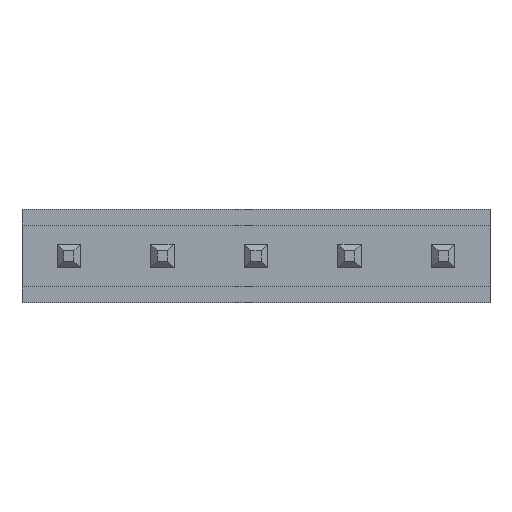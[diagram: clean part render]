
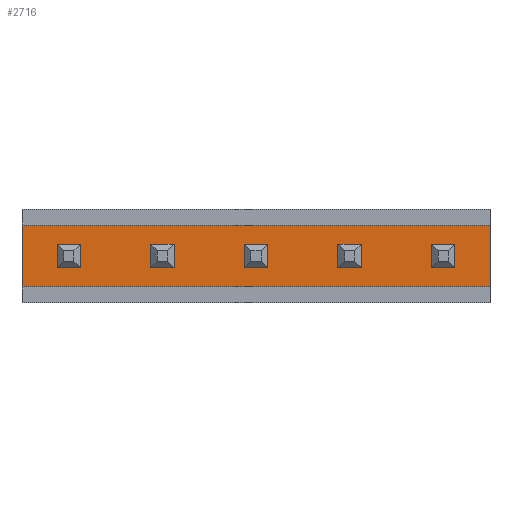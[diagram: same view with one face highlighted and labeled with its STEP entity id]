
A CAD part, front view. The second image highlights one B-rep face of the part: STEP entity #2716.
In plain terms, the highlighted planar face has unit normal (0, -1, 0).
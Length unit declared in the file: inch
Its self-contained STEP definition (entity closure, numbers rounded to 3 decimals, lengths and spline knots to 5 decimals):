
#749=ORIENTED_EDGE('',*,*,#1076,.T.);
#750=ORIENTED_EDGE('',*,*,#1126,.T.);
#751=ORIENTED_EDGE('',*,*,#1083,.T.);
#752=ORIENTED_EDGE('',*,*,#1080,.T.);
#753=ORIENTED_EDGE('',*,*,#1086,.T.);
#754=ORIENTED_EDGE('',*,*,#1128,.T.);
#755=ORIENTED_EDGE('',*,*,#1093,.T.);
#756=ORIENTED_EDGE('',*,*,#1090,.T.);
#757=ORIENTED_EDGE('',*,*,#1096,.T.);
#758=ORIENTED_EDGE('',*,*,#1130,.T.);
#759=ORIENTED_EDGE('',*,*,#1103,.T.);
#760=ORIENTED_EDGE('',*,*,#1100,.T.);
#761=ORIENTED_EDGE('',*,*,#1106,.T.);
#762=ORIENTED_EDGE('',*,*,#1132,.T.);
#763=ORIENTED_EDGE('',*,*,#1113,.T.);
#764=ORIENTED_EDGE('',*,*,#1110,.T.);
#765=ORIENTED_EDGE('',*,*,#1116,.T.);
#766=ORIENTED_EDGE('',*,*,#1134,.T.);
#767=ORIENTED_EDGE('',*,*,#1123,.T.);
#768=ORIENTED_EDGE('',*,*,#1120,.T.);
#769=ORIENTED_EDGE('',*,*,#1071,.T.);
#770=ORIENTED_EDGE('',*,*,#1139,.F.);
#771=ORIENTED_EDGE('',*,*,#1061,.F.);
#772=ORIENTED_EDGE('',*,*,#1140,.T.);
#1061=EDGE_CURVE('',#1321,#1322,#1661,.T.);
#1071=EDGE_CURVE('',#1329,#1328,#1671,.T.);
#1076=EDGE_CURVE('',#1333,#1334,#1676,.T.);
#1080=EDGE_CURVE('',#1337,#1333,#1680,.T.);
#1083=EDGE_CURVE('',#1339,#1337,#1683,.T.);
#1086=EDGE_CURVE('',#1341,#1342,#1686,.T.);
#1090=EDGE_CURVE('',#1345,#1341,#1690,.T.);
#1093=EDGE_CURVE('',#1347,#1345,#1693,.T.);
#1096=EDGE_CURVE('',#1349,#1350,#1696,.T.);
#1100=EDGE_CURVE('',#1353,#1349,#1700,.T.);
#1103=EDGE_CURVE('',#1355,#1353,#1703,.T.);
#1106=EDGE_CURVE('',#1357,#1358,#1706,.T.);
#1110=EDGE_CURVE('',#1361,#1357,#1710,.T.);
#1113=EDGE_CURVE('',#1363,#1361,#1713,.T.);
#1116=EDGE_CURVE('',#1365,#1366,#1716,.T.);
#1120=EDGE_CURVE('',#1369,#1365,#1720,.T.);
#1123=EDGE_CURVE('',#1371,#1369,#1723,.T.);
#1126=EDGE_CURVE('',#1334,#1339,#1726,.T.);
#1128=EDGE_CURVE('',#1342,#1347,#1728,.T.);
#1130=EDGE_CURVE('',#1350,#1355,#1730,.T.);
#1132=EDGE_CURVE('',#1358,#1363,#1732,.T.);
#1134=EDGE_CURVE('',#1366,#1371,#1734,.T.);
#1139=EDGE_CURVE('',#1322,#1328,#1739,.T.);
#1140=EDGE_CURVE('',#1321,#1329,#1740,.T.);
#1321=VERTEX_POINT('',#4145);
#1322=VERTEX_POINT('',#4146);
#1328=VERTEX_POINT('',#4163);
#1329=VERTEX_POINT('',#4165);
#1333=VERTEX_POINT('',#4175);
#1334=VERTEX_POINT('',#4176);
#1337=VERTEX_POINT('',#4184);
#1339=VERTEX_POINT('',#4190);
#1341=VERTEX_POINT('',#4196);
#1342=VERTEX_POINT('',#4197);
#1345=VERTEX_POINT('',#4205);
#1347=VERTEX_POINT('',#4211);
#1349=VERTEX_POINT('',#4217);
#1350=VERTEX_POINT('',#4218);
#1353=VERTEX_POINT('',#4226);
#1355=VERTEX_POINT('',#4232);
#1357=VERTEX_POINT('',#4238);
#1358=VERTEX_POINT('',#4239);
#1361=VERTEX_POINT('',#4247);
#1363=VERTEX_POINT('',#4253);
#1365=VERTEX_POINT('',#4259);
#1366=VERTEX_POINT('',#4260);
#1369=VERTEX_POINT('',#4268);
#1371=VERTEX_POINT('',#4274);
#1661=LINE('',#4144,#2029);
#1671=LINE('',#4164,#2039);
#1676=LINE('',#4174,#2044);
#1680=LINE('',#4183,#2048);
#1683=LINE('',#4189,#2051);
#1686=LINE('',#4195,#2054);
#1690=LINE('',#4204,#2058);
#1693=LINE('',#4210,#2061);
#1696=LINE('',#4216,#2064);
#1700=LINE('',#4225,#2068);
#1703=LINE('',#4231,#2071);
#1706=LINE('',#4237,#2074);
#1710=LINE('',#4246,#2078);
#1713=LINE('',#4252,#2081);
#1716=LINE('',#4258,#2084);
#1720=LINE('',#4267,#2088);
#1723=LINE('',#4273,#2091);
#1726=LINE('',#4279,#2094);
#1728=LINE('',#4282,#2096);
#1730=LINE('',#4285,#2098);
#1732=LINE('',#4288,#2100);
#1734=LINE('',#4291,#2102);
#1739=LINE('',#4300,#2107);
#1740=LINE('',#4302,#2108);
#2029=VECTOR('',#3421,39.37008);
#2039=VECTOR('',#3435,39.37008);
#2044=VECTOR('',#3442,39.37008);
#2048=VECTOR('',#3448,39.37008);
#2051=VECTOR('',#3453,39.37008);
#2054=VECTOR('',#3458,39.37008);
#2058=VECTOR('',#3464,39.37008);
#2061=VECTOR('',#3469,39.37008);
#2064=VECTOR('',#3474,39.37008);
#2068=VECTOR('',#3480,39.37008);
#2071=VECTOR('',#3485,39.37008);
#2074=VECTOR('',#3490,39.37008);
#2078=VECTOR('',#3496,39.37008);
#2081=VECTOR('',#3501,39.37008);
#2084=VECTOR('',#3506,39.37008);
#2088=VECTOR('',#3512,39.37008);
#2091=VECTOR('',#3517,39.37008);
#2094=VECTOR('',#3522,39.37008);
#2096=VECTOR('',#3526,39.37008);
#2098=VECTOR('',#3530,39.37008);
#2100=VECTOR('',#3534,39.37008);
#2102=VECTOR('',#3538,39.37008);
#2107=VECTOR('',#3551,39.37008);
#2108=VECTOR('',#3554,39.37008);
#2265=EDGE_LOOP('',(#749,#750,#751,#752));
#2266=EDGE_LOOP('',(#753,#754,#755,#756));
#2267=EDGE_LOOP('',(#757,#758,#759,#760));
#2268=EDGE_LOOP('',(#761,#762,#763,#764));
#2269=EDGE_LOOP('',(#765,#766,#767,#768));
#2270=EDGE_LOOP('',(#769,#770,#771,#772));
#2427=FACE_BOUND('',#2265,.T.);
#2428=FACE_BOUND('',#2266,.T.);
#2429=FACE_BOUND('',#2267,.T.);
#2430=FACE_BOUND('',#2268,.T.);
#2431=FACE_BOUND('',#2269,.T.);
#2432=FACE_BOUND('',#2270,.T.);
#2574=PLANE('',#2897);
#2716=ADVANCED_FACE('',(#2427,#2428,#2429,#2430,#2431,#2432),#2574,.F.);
#2897=AXIS2_PLACEMENT_3D('',#4303,#3555,#3556);
#3421=DIRECTION('',(0.,0.,1.));
#3435=DIRECTION('',(0.,0.,1.));
#3442=DIRECTION('',(0.,0.,1.));
#3448=DIRECTION('',(-1.,0.,0.));
#3453=DIRECTION('',(0.,0.,-1.));
#3458=DIRECTION('',(0.,0.,1.));
#3464=DIRECTION('',(-1.,0.,0.));
#3469=DIRECTION('',(0.,0.,-1.));
#3474=DIRECTION('',(0.,0.,1.));
#3480=DIRECTION('',(-1.,0.,0.));
#3485=DIRECTION('',(0.,0.,-1.));
#3490=DIRECTION('',(0.,0.,1.));
#3496=DIRECTION('',(-1.,0.,0.));
#3501=DIRECTION('',(0.,0.,-1.));
#3506=DIRECTION('',(0.,0.,1.));
#3512=DIRECTION('',(-1.,0.,0.));
#3517=DIRECTION('',(0.,0.,-1.));
#3522=DIRECTION('',(1.,0.,0.));
#3526=DIRECTION('',(1.,0.,0.));
#3530=DIRECTION('',(1.,0.,0.));
#3534=DIRECTION('',(1.,0.,0.));
#3538=DIRECTION('',(1.,0.,0.));
#3551=DIRECTION('',(1.,0.,0.));
#3554=DIRECTION('',(1.,0.,0.));
#3555=DIRECTION('',(0.,1.,0.));
#3556=DIRECTION('',(0.,0.,1.));
#4144=CARTESIAN_POINT('',(-0.25,0.02,-0.033));
#4145=CARTESIAN_POINT('',(-0.25,0.02,-0.033));
#4146=CARTESIAN_POINT('',(-0.25,0.02,0.033));
#4163=CARTESIAN_POINT('',(0.25,0.02,0.033));
#4164=CARTESIAN_POINT('',(0.25,0.02,-0.033));
#4165=CARTESIAN_POINT('',(0.25,0.02,-0.033));
#4174=CARTESIAN_POINT('',(0.1875,0.02,-0.0125));
#4175=CARTESIAN_POINT('',(0.1875,0.02,-0.0125));
#4176=CARTESIAN_POINT('',(0.1875,0.02,0.0125));
#4183=CARTESIAN_POINT('',(0.2125,0.02,-0.0125));
#4184=CARTESIAN_POINT('',(0.2125,0.02,-0.0125));
#4189=CARTESIAN_POINT('',(0.2125,0.02,0.0125));
#4190=CARTESIAN_POINT('',(0.2125,0.02,0.0125));
#4195=CARTESIAN_POINT('',(0.0875,0.02,-0.0125));
#4196=CARTESIAN_POINT('',(0.0875,0.02,-0.0125));
#4197=CARTESIAN_POINT('',(0.0875,0.02,0.0125));
#4204=CARTESIAN_POINT('',(0.1125,0.02,-0.0125));
#4205=CARTESIAN_POINT('',(0.1125,0.02,-0.0125));
#4210=CARTESIAN_POINT('',(0.1125,0.02,0.0125));
#4211=CARTESIAN_POINT('',(0.1125,0.02,0.0125));
#4216=CARTESIAN_POINT('',(-0.0125,0.02,-0.0125));
#4217=CARTESIAN_POINT('',(-0.0125,0.02,-0.0125));
#4218=CARTESIAN_POINT('',(-0.0125,0.02,0.0125));
#4225=CARTESIAN_POINT('',(0.0125,0.02,-0.0125));
#4226=CARTESIAN_POINT('',(0.0125,0.02,-0.0125));
#4231=CARTESIAN_POINT('',(0.0125,0.02,0.0125));
#4232=CARTESIAN_POINT('',(0.0125,0.02,0.0125));
#4237=CARTESIAN_POINT('',(-0.1125,0.02,-0.0125));
#4238=CARTESIAN_POINT('',(-0.1125,0.02,-0.0125));
#4239=CARTESIAN_POINT('',(-0.1125,0.02,0.0125));
#4246=CARTESIAN_POINT('',(-0.0875,0.02,-0.0125));
#4247=CARTESIAN_POINT('',(-0.0875,0.02,-0.0125));
#4252=CARTESIAN_POINT('',(-0.0875,0.02,0.0125));
#4253=CARTESIAN_POINT('',(-0.0875,0.02,0.0125));
#4258=CARTESIAN_POINT('',(-0.2125,0.02,-0.0125));
#4259=CARTESIAN_POINT('',(-0.2125,0.02,-0.0125));
#4260=CARTESIAN_POINT('',(-0.2125,0.02,0.0125));
#4267=CARTESIAN_POINT('',(-0.1875,0.02,-0.0125));
#4268=CARTESIAN_POINT('',(-0.1875,0.02,-0.0125));
#4273=CARTESIAN_POINT('',(-0.1875,0.02,0.0125));
#4274=CARTESIAN_POINT('',(-0.1875,0.02,0.0125));
#4279=CARTESIAN_POINT('',(0.1875,0.02,0.0125));
#4282=CARTESIAN_POINT('',(0.0875,0.02,0.0125));
#4285=CARTESIAN_POINT('',(-0.0125,0.02,0.0125));
#4288=CARTESIAN_POINT('',(-0.1125,0.02,0.0125));
#4291=CARTESIAN_POINT('',(-0.2125,0.02,0.0125));
#4300=CARTESIAN_POINT('',(-0.25,0.02,0.033));
#4302=CARTESIAN_POINT('',(-0.25,0.02,-0.033));
#4303=CARTESIAN_POINT('',(-0.25,0.02,-0.033));
